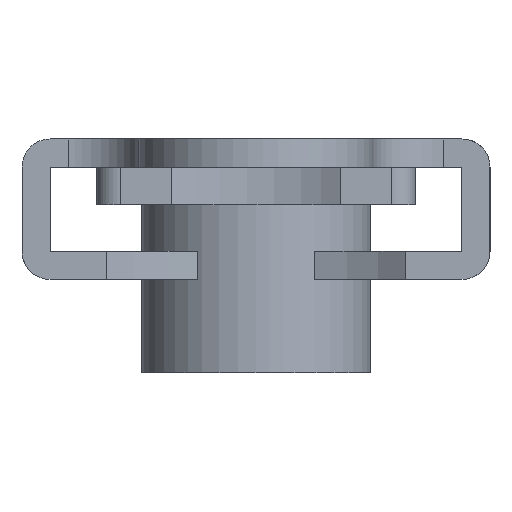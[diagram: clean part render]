
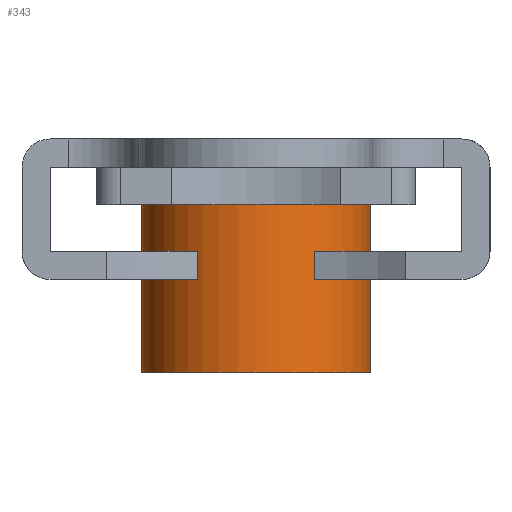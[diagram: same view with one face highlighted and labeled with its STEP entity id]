
A CAD part, left-side view. The second image highlights one B-rep face of the part: STEP entity #343.
In plain terms, the highlighted free-form (B-spline) face has degree [2, 1] with [5, 2] control points.
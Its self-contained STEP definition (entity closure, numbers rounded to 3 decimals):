
#245=CARTESIAN_POINT('',(-0.192,2.442,-5.09));
#246=CARTESIAN_POINT('',(-2.635,2.25,-5.09));
#247=CARTESIAN_POINT('',(-2.442,-0.192,-5.09));
#248=CARTESIAN_POINT('',(-2.25,-2.635,-5.09));
#249=CARTESIAN_POINT('',(0.192,-2.442,-5.09));
#250=CARTESIAN_POINT('',(-0.192,2.442,-1.308));
#251=CARTESIAN_POINT('',(-2.635,2.25,-1.308));
#252=CARTESIAN_POINT('',(-2.442,-0.192,-1.308));
#253=CARTESIAN_POINT('',(-2.25,-2.635,-1.308));
#254=CARTESIAN_POINT('',(0.192,-2.442,-1.308));
#262=(BOUNDED_SURFACE()B_SPLINE_SURFACE(2,1,((#245,#250),(#246,#251),(#247,#252),(#248,#253),(#249,#254)),.UNSPECIFIED.,.F.,.F.,.U.)B_SPLINE_SURFACE_WITH_KNOTS((3,2,3),(2,2),(0.0,4.059,8.119),(0.0,3.782),.UNSPECIFIED.)GEOMETRIC_REPRESENTATION_ITEM()RATIONAL_B_SPLINE_SURFACE(((1.0,1.0),(0.707,0.707),(1.0,1.0),(0.707,0.707),(1.0,1.0)))REPRESENTATION_ITEM('')SURFACE());
#263=CARTESIAN_POINT('',(-2.45,0.0,-1.4));
#264=VERTEX_POINT('',#263);
#265=CARTESIAN_POINT('',(-0.192,2.442,-1.4));
#266=VERTEX_POINT('',#265);
#267=CARTESIAN_POINT('',(-2.45,0.0,-1.4));
#268=CARTESIAN_POINT('',(-2.45,2.265,-1.4));
#269=CARTESIAN_POINT('',(-0.192,2.442,-1.4));
#277=(BOUNDED_CURVE()B_SPLINE_CURVE(2,(#267,#268,#269),.UNSPECIFIED.,.F.,.U.)B_SPLINE_CURVE_WITH_KNOTS((3,3),(0.0,0.236),.UNSPECIFIED.)CURVE()GEOMETRIC_REPRESENTATION_ITEM()RATIONAL_B_SPLINE_CURVE((1.0,0.723,0.97))REPRESENTATION_ITEM(''));
#278=EDGE_CURVE('',#264,#266,#277,.T.);
#279=ORIENTED_EDGE('',*,*,#278,.T.);
#280=CARTESIAN_POINT('',(-0.192,2.442,-5.0));
#281=VERTEX_POINT('',#280);
#282=CARTESIAN_POINT('',(-0.192,2.442,-5.0));
#283=CARTESIAN_POINT('',(-0.192,2.442,-1.4));
#284=QUASI_UNIFORM_CURVE('',1,(#282,#283),.UNSPECIFIED.,.F.,.U.);
#285=EDGE_CURVE('',#281,#266,#284,.T.);
#286=ORIENTED_EDGE('',*,*,#285,.F.);
#287=CARTESIAN_POINT('',(-2.45,0.0,-5.0));
#288=VERTEX_POINT('',#287);
#289=CARTESIAN_POINT('',(-2.45,0.0,-5.0));
#290=CARTESIAN_POINT('',(-2.45,2.265,-5.));
#291=CARTESIAN_POINT('',(-0.192,2.442,-5.));
#299=(BOUNDED_CURVE()B_SPLINE_CURVE(2,(#289,#290,#291),.UNSPECIFIED.,.F.,.U.)B_SPLINE_CURVE_WITH_KNOTS((3,3),(0.0,0.236),.UNSPECIFIED.)CURVE()GEOMETRIC_REPRESENTATION_ITEM()RATIONAL_B_SPLINE_CURVE((1.0,0.723,0.97))REPRESENTATION_ITEM(''));
#300=EDGE_CURVE('',#288,#281,#299,.T.);
#301=ORIENTED_EDGE('',*,*,#300,.F.);
#302=CARTESIAN_POINT('',(0.192,-2.442,-5.0));
#303=VERTEX_POINT('',#302);
#304=CARTESIAN_POINT('',(0.192,-2.442,-5.));
#305=CARTESIAN_POINT('',(0.096,-2.45,-5.0));
#306=CARTESIAN_POINT('',(0.0,-2.45,-5.0));
#307=CARTESIAN_POINT('',(-2.45,-2.45,-5.));
#308=CARTESIAN_POINT('',(-2.45,0.0,-5.0));
#316=(BOUNDED_CURVE()B_SPLINE_CURVE(2,(#304,#305,#306,#307,#308),.UNSPECIFIED.,.F.,.U.)B_SPLINE_CURVE_WITH_KNOTS((3,2,3),(0.736,0.75,1.0),.UNSPECIFIED.)CURVE()GEOMETRIC_REPRESENTATION_ITEM()RATIONAL_B_SPLINE_CURVE((0.97,0.984,1.0,0.707,1.0))REPRESENTATION_ITEM(''));
#317=EDGE_CURVE('',#303,#288,#316,.T.);
#318=ORIENTED_EDGE('',*,*,#317,.F.);
#319=CARTESIAN_POINT('',(0.192,-2.442,-1.4));
#320=VERTEX_POINT('',#319);
#321=CARTESIAN_POINT('',(0.192,-2.442,-5.0));
#322=CARTESIAN_POINT('',(0.192,-2.442,-1.4));
#323=QUASI_UNIFORM_CURVE('',1,(#321,#322),.UNSPECIFIED.,.F.,.U.);
#324=EDGE_CURVE('',#303,#320,#323,.T.);
#325=ORIENTED_EDGE('',*,*,#324,.T.);
#326=CARTESIAN_POINT('',(0.192,-2.442,-1.4));
#327=CARTESIAN_POINT('',(0.096,-2.45,-1.4));
#328=CARTESIAN_POINT('',(0.0,-2.45,-1.4));
#329=CARTESIAN_POINT('',(-2.45,-2.45,-1.4));
#330=CARTESIAN_POINT('',(-2.45,0.0,-1.4));
#338=(BOUNDED_CURVE()B_SPLINE_CURVE(2,(#326,#327,#328,#329,#330),.UNSPECIFIED.,.F.,.U.)B_SPLINE_CURVE_WITH_KNOTS((3,2,3),(0.736,0.75,1.0),.UNSPECIFIED.)CURVE()GEOMETRIC_REPRESENTATION_ITEM()RATIONAL_B_SPLINE_CURVE((0.97,0.984,1.0,0.707,1.0))REPRESENTATION_ITEM(''));
#339=EDGE_CURVE('',#320,#264,#338,.T.);
#340=ORIENTED_EDGE('',*,*,#339,.T.);
#341=EDGE_LOOP('',(#279,#286,#301,#318,#325,#340));
#342=FACE_OUTER_BOUND('',#341,.T.);
#343=ADVANCED_FACE('',(#342),#262,.T.);
